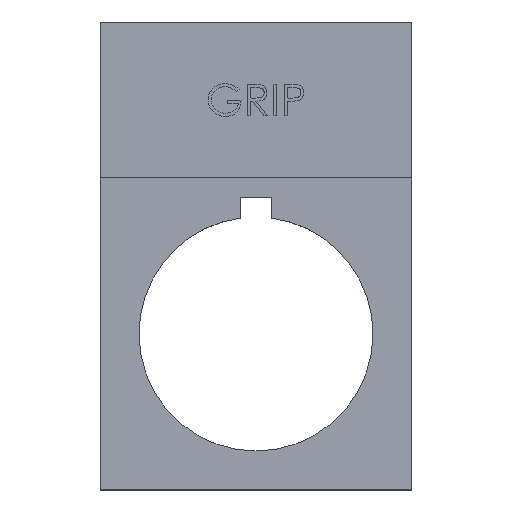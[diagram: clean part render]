
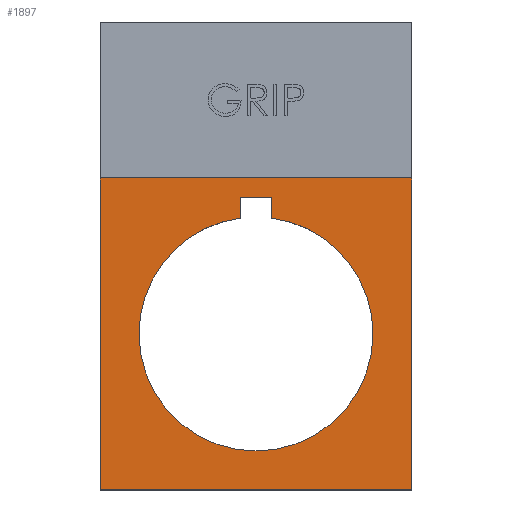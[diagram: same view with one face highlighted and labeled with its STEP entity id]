
A CAD part, top view. The second image highlights one B-rep face of the part: STEP entity #1897.
In plain terms, the highlighted planar face has unit normal (0, 0, 1).
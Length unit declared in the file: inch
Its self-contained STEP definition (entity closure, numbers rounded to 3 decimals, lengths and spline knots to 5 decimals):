
#104 = AXIS2_PLACEMENT_3D ( 'NONE', #4157, #1513, #3806 ) ;
#108 = ORIENTED_EDGE ( 'NONE', *, *, #3982, .T. ) ;
#170 = FACE_OUTER_BOUND ( 'NONE', #732, .T. ) ;
#181 = AXIS2_PLACEMENT_3D ( 'NONE', #192, #4138, #276 ) ;
#192 = CARTESIAN_POINT ( 'NONE',  ( 0., 0., 0.01969 ) ) ;
#276 = DIRECTION ( 'NONE',  ( 1., 0., 0. ) ) ;
#283 = CARTESIAN_POINT ( 'NONE',  ( -0.19685, 0.59055, 0.01969 ) ) ;
#314 = VERTEX_POINT ( 'NONE', #1722 ) ;
#338 = DIRECTION ( 'NONE',  ( 0., -1., 0. ) ) ;
#351 = VERTEX_POINT ( 'NONE', #4014 ) ;
#403 = LINE ( 'NONE', #925, #2283 ) ;
#417 = CARTESIAN_POINT ( 'NONE',  ( -0.59055, 1.1811, 0.01969 ) ) ;
#468 = LINE ( 'NONE', #4174, #3069 ) ;
#481 = ORIENTED_EDGE ( 'NONE', *, *, #3321, .T. ) ;
#502 = ORIENTED_EDGE ( 'NONE', *, *, #579, .F. ) ;
#554 = DIRECTION ( 'NONE',  ( 0., -1., 0. ) ) ;
#579 = EDGE_CURVE ( 'NONE', #3802, #351, #1229, .T. ) ;
#591 = DIRECTION ( 'NONE',  ( 0., 0., 1. ) ) ;
#717 = CIRCLE ( 'NONE', #104, 0.44291 ) ;
#732 = EDGE_LOOP ( 'NONE', ( #4217, #502, #481, #3607 ) ) ;
#763 = AXIS2_PLACEMENT_3D ( 'NONE', #1889, #591, #2884 ) ;
#822 = VERTEX_POINT ( 'NONE', #1208 ) ;
#828 = CARTESIAN_POINT ( 'NONE',  ( -0.44291, 0., 0.01969 ) ) ;
#836 = VECTOR ( 'NONE', #1918, 39.37008 ) ;
#925 = CARTESIAN_POINT ( 'NONE',  ( 0.05906, 0.5177, 0.01969 ) ) ;
#952 = CARTESIAN_POINT ( 'NONE',  ( 0.44291, 0., 0.01969 ) ) ;
#954 = FACE_BOUND ( 'NONE', #1084, .T. ) ;
#1084 = EDGE_LOOP ( 'NONE', ( #1781, #2179, #2537, #108, #3357, #3261 ) ) ;
#1092 = DIRECTION ( 'NONE',  ( 1., 0., 0. ) ) ;
#1207 = VECTOR ( 'NONE', #1321, 39.37008 ) ;
#1208 = CARTESIAN_POINT ( 'NONE',  ( -0.05906, 0.43896, 0.01969 ) ) ;
#1226 = EDGE_CURVE ( 'NONE', #1356, #1341, #3782, .T. ) ;
#1229 = LINE ( 'NONE', #3302, #1699 ) ;
#1261 = CARTESIAN_POINT ( 'NONE',  ( 0.05906, 0.5177, 0.01969 ) ) ;
#1274 = CARTESIAN_POINT ( 'NONE',  ( 0.59055, 0.59055, 0.01969 ) ) ;
#1321 = DIRECTION ( 'NONE',  ( -1., 0., 0. ) ) ;
#1341 = VERTEX_POINT ( 'NONE', #2762 ) ;
#1356 = VERTEX_POINT ( 'NONE', #3721 ) ;
#1416 = B_SPLINE_CURVE_WITH_KNOTS ( 'NONE', 3,
 ( #1274, #1603, #283, #2606 ),
 .UNSPECIFIED., .F., .F.,
 ( 4, 4 ),
 ( 0., 1. ),
 .UNSPECIFIED. ) ;
#1436 = CARTESIAN_POINT ( 'NONE',  ( 0., 0., 0.01969 ) ) ;
#1513 = DIRECTION ( 'NONE',  ( 0., 0., -1. ) ) ;
#1603 = CARTESIAN_POINT ( 'NONE',  ( 0.19685, 0.59055, 0.01969 ) ) ;
#1682 = LINE ( 'NONE', #2900, #836 ) ;
#1699 = VECTOR ( 'NONE', #338, 39.37008 ) ;
#1709 = EDGE_CURVE ( 'NONE', #314, #3301, #1887, .T. ) ;
#1722 = CARTESIAN_POINT ( 'NONE',  ( 0.05906, 0.43896, 0.01969 ) ) ;
#1781 = ORIENTED_EDGE ( 'NONE', *, *, #4052, .T. ) ;
#1815 = DIRECTION ( 'NONE',  ( 0., 0., -1. ) ) ;
#1865 = CIRCLE ( 'NONE', #181, 0.44291 ) ;
#1877 = VERTEX_POINT ( 'NONE', #3202 ) ;
#1887 = CIRCLE ( 'NONE', #2548, 0.44291 ) ;
#1889 = CARTESIAN_POINT ( 'NONE',  ( 0., 0.29528, 0.01969 ) ) ;
#1890 = EDGE_CURVE ( 'NONE', #3293, #314, #468, .T. ) ;
#1897 = ADVANCED_FACE ( 'NONE', ( #954, #170 ), #2917, .T. ) ;
#1918 = DIRECTION ( 'NONE',  ( 0., 1., 0. ) ) ;
#1987 = EDGE_CURVE ( 'NONE', #822, #1877, #1682, .T. ) ;
#2179 = ORIENTED_EDGE ( 'NONE', *, *, #1890, .T. ) ;
#2283 = VECTOR ( 'NONE', #3891, 39.37008 ) ;
#2416 = EDGE_CURVE ( 'NONE', #351, #1356, #2969, .T. ) ;
#2460 = VECTOR ( 'NONE', #3732, 39.37008 ) ;
#2537 = ORIENTED_EDGE ( 'NONE', *, *, #1709, .T. ) ;
#2548 = AXIS2_PLACEMENT_3D ( 'NONE', #1436, #1815, #1092 ) ;
#2606 = CARTESIAN_POINT ( 'NONE',  ( -0.59055, 0.59055, 0.01969 ) ) ;
#2762 = CARTESIAN_POINT ( 'NONE',  ( -0.59055, 0.59055, 0.01969 ) ) ;
#2884 = DIRECTION ( 'NONE',  ( 1., 0., 0. ) ) ;
#2900 = CARTESIAN_POINT ( 'NONE',  ( -0.05906, 0.5177, 0.01969 ) ) ;
#2917 = PLANE ( 'NONE',  #763 ) ;
#2969 = LINE ( 'NONE', #2984, #1207 ) ;
#2984 = CARTESIAN_POINT ( 'NONE',  ( -0.59055, -0.59055, 0.01969 ) ) ;
#3069 = VECTOR ( 'NONE', #554, 39.37008 ) ;
#3133 = VERTEX_POINT ( 'NONE', #828 ) ;
#3202 = CARTESIAN_POINT ( 'NONE',  ( -0.05906, 0.5177, 0.01969 ) ) ;
#3261 = ORIENTED_EDGE ( 'NONE', *, *, #1987, .T. ) ;
#3293 = VERTEX_POINT ( 'NONE', #1261 ) ;
#3301 = VERTEX_POINT ( 'NONE', #952 ) ;
#3302 = CARTESIAN_POINT ( 'NONE',  ( 0.59055, -0.59055, 0.01969 ) ) ;
#3321 = EDGE_CURVE ( 'NONE', #3802, #1341, #1416, .T. ) ;
#3357 = ORIENTED_EDGE ( 'NONE', *, *, #3948, .T. ) ;
#3607 = ORIENTED_EDGE ( 'NONE', *, *, #1226, .F. ) ;
#3721 = CARTESIAN_POINT ( 'NONE',  ( -0.59055, -0.59055, 0.01969 ) ) ;
#3732 = DIRECTION ( 'NONE',  ( 0., 1., 0. ) ) ;
#3782 = LINE ( 'NONE', #417, #2460 ) ;
#3802 = VERTEX_POINT ( 'NONE', #4029 ) ;
#3806 = DIRECTION ( 'NONE',  ( 1., 0., 0. ) ) ;
#3891 = DIRECTION ( 'NONE',  ( 1., 0., 0. ) ) ;
#3948 = EDGE_CURVE ( 'NONE', #3133, #822, #717, .T. ) ;
#3982 = EDGE_CURVE ( 'NONE', #3301, #3133, #1865, .T. ) ;
#4014 = CARTESIAN_POINT ( 'NONE',  ( 0.59055, -0.59055, 0.01969 ) ) ;
#4029 = CARTESIAN_POINT ( 'NONE',  ( 0.59055, 0.59055, 0.01969 ) ) ;
#4052 = EDGE_CURVE ( 'NONE', #1877, #3293, #403, .T. ) ;
#4138 = DIRECTION ( 'NONE',  ( 0., 0., -1. ) ) ;
#4157 = CARTESIAN_POINT ( 'NONE',  ( 0., 0., 0.01969 ) ) ;
#4174 = CARTESIAN_POINT ( 'NONE',  ( 0.05906, 0.43896, 0.01969 ) ) ;
#4217 = ORIENTED_EDGE ( 'NONE', *, *, #2416, .F. ) ;
